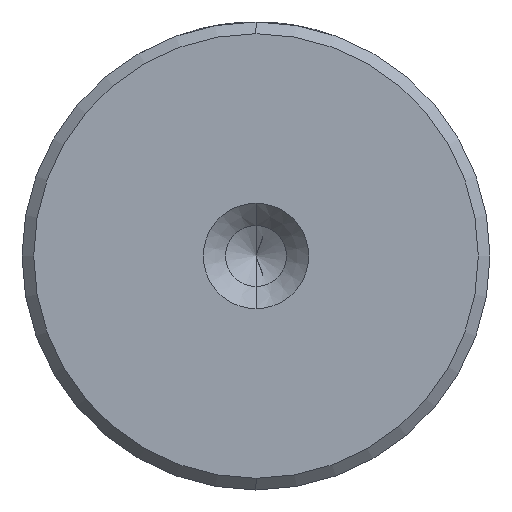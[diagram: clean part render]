
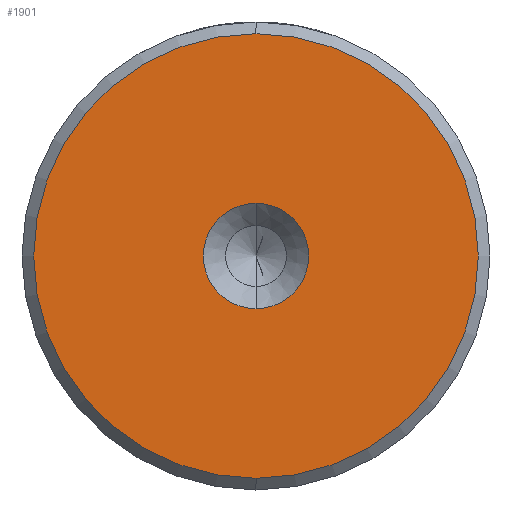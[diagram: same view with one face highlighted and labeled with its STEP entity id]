
A CAD part, left-side view. The second image highlights one B-rep face of the part: STEP entity #1901.
In plain terms, the highlighted planar face has unit normal (-1, 0, 0).
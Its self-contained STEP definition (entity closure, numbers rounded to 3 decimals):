
#68 = VERTEX_POINT ( 'NONE', #1024 ) ;
#114 = CIRCLE ( 'NONE', #695, 2.25 ) ;
#158 = VERTEX_POINT ( 'NONE', #401 ) ;
#195 = DIRECTION ( 'NONE',  ( -1., 0., 0. ) ) ;
#208 = CIRCLE ( 'NONE', #1398, 9.5 ) ;
#229 = ORIENTED_EDGE ( 'NONE', *, *, #2274, .F. ) ;
#293 = CARTESIAN_POINT ( 'NONE',  ( 0., 0., 0. ) ) ;
#401 = CARTESIAN_POINT ( 'NONE',  ( 0., 0., 9.5 ) ) ;
#416 = VERTEX_POINT ( 'NONE', #2195 ) ;
#469 = VERTEX_POINT ( 'NONE', #905 ) ;
#514 = DIRECTION ( 'NONE',  ( 0., 0., 1. ) ) ;
#667 = CARTESIAN_POINT ( 'NONE',  ( 0., 0., 0. ) ) ;
#695 = AXIS2_PLACEMENT_3D ( 'NONE', #1167, #2663, #1380 ) ;
#765 = DIRECTION ( 'NONE',  ( 0., 0., 1. ) ) ;
#768 = EDGE_CURVE ( 'NONE', #416, #158, #208, .T. ) ;
#883 = DIRECTION ( 'NONE',  ( 0., 0., 1. ) ) ;
#905 = CARTESIAN_POINT ( 'NONE',  ( 0., 0., -2.25 ) ) ;
#1024 = CARTESIAN_POINT ( 'NONE',  ( 0., 0., 2.25 ) ) ;
#1031 = AXIS2_PLACEMENT_3D ( 'NONE', #667, #2166, #883 ) ;
#1072 = CIRCLE ( 'NONE', #2646, 2.25 ) ;
#1167 = CARTESIAN_POINT ( 'NONE',  ( 0., 0., 0. ) ) ;
#1219 = ORIENTED_EDGE ( 'NONE', *, *, #768, .T. ) ;
#1380 = DIRECTION ( 'NONE',  ( 0., 0., 1. ) ) ;
#1398 = AXIS2_PLACEMENT_3D ( 'NONE', #293, #1806, #514 ) ;
#1483 = CARTESIAN_POINT ( 'NONE',  ( 0., 0., 0. ) ) ;
#1621 = CARTESIAN_POINT ( 'NONE',  ( 0., 0., 0. ) ) ;
#1649 = EDGE_CURVE ( 'NONE', #158, #416, #2226, .T. ) ;
#1700 = DIRECTION ( 'NONE',  ( 0., 0., 1. ) ) ;
#1701 = AXIS2_PLACEMENT_3D ( 'NONE', #1621, #2044, #765 ) ;
#1806 = DIRECTION ( 'NONE',  ( -1., 0., 0. ) ) ;
#1828 = FACE_OUTER_BOUND ( 'NONE', #1926, .T. ) ;
#1834 = EDGE_CURVE ( 'NONE', #68, #469, #114, .T. ) ;
#1901 = ADVANCED_FACE ( 'NONE', ( #1828, #2185 ), #2474, .T. ) ;
#1926 = EDGE_LOOP ( 'NONE', ( #1219, #2706 ) ) ;
#2044 = DIRECTION ( 'NONE',  ( -1., 0., 0. ) ) ;
#2166 = DIRECTION ( 'NONE',  ( -1., 0., 0. ) ) ;
#2185 = FACE_BOUND ( 'NONE', #2205, .T. ) ;
#2195 = CARTESIAN_POINT ( 'NONE',  ( 0., 0., -9.5 ) ) ;
#2205 = EDGE_LOOP ( 'NONE', ( #2316, #229 ) ) ;
#2226 = CIRCLE ( 'NONE', #1031, 9.5 ) ;
#2274 = EDGE_CURVE ( 'NONE', #469, #68, #1072, .T. ) ;
#2316 = ORIENTED_EDGE ( 'NONE', *, *, #1834, .F. ) ;
#2474 = PLANE ( 'NONE',  #1701 ) ;
#2646 = AXIS2_PLACEMENT_3D ( 'NONE', #1483, #195, #1700 ) ;
#2663 = DIRECTION ( 'NONE',  ( -1., 0., 0. ) ) ;
#2706 = ORIENTED_EDGE ( 'NONE', *, *, #1649, .T. ) ;
